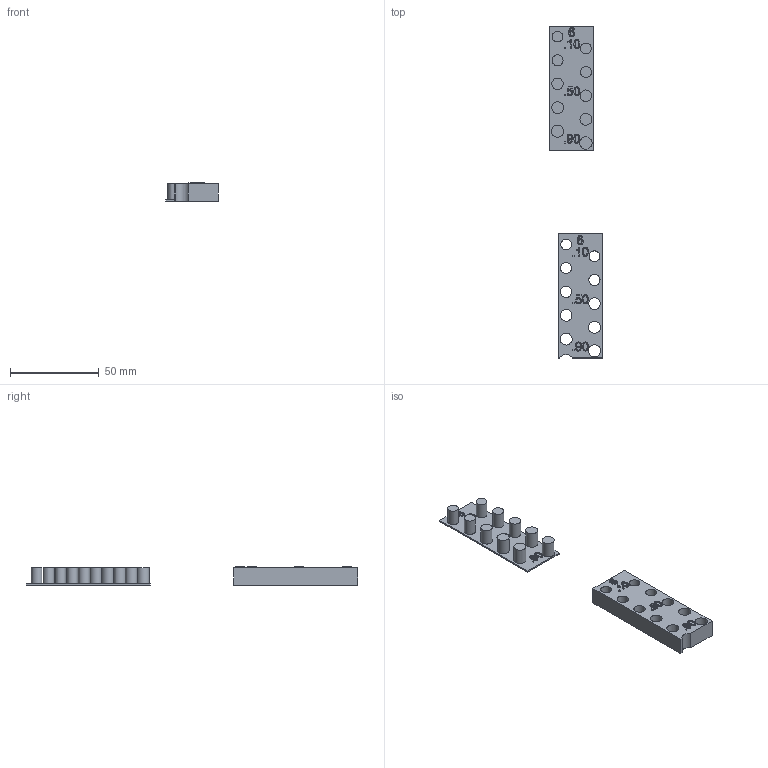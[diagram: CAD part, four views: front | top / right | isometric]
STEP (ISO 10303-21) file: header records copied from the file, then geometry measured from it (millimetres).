
FILE_DESCRIPTION(/* description */ ('','CAx-IF Rec.Pracs.---Representation and Presentation of Product Manufacturing Information (PMI)---4.0---2014-10-13'),/* implementation_level */ '2;1');
FILE_NAME(/* name */ '06 mm 3D Holes and Pins Kit v2.step',/* time_stamp */ '2025-03-16T20:57:25+01:00',/* author */ (''),/* organization */ (''),/* preprocessor_version */ 'ST-DEVELOPER v20',/* originating_system */ 'Autodesk Translation Framework v13.20.0.188',/* authorisation */ '');
FILE_SCHEMA (('AP242_MANAGED_MODEL_BASED_3D_ENGINEERING_MIM_LF { 1 0 10303 442 1 1 4 }'));
Length unit declared in the file: millimetre
Products named in the file (1): 06 mm 3D Holes and Pins Kit
Bounding box: 29.82 x 187.24 x 10.5 mm (x, y, z)
Volume: 18583.2 mm3; surface area: 12630.4 mm2
Topology: 22 solids, 22 shells, 406 faces, 1056 edges, 704 vertices
Faces by surface type: bspline 270, plane 115, cylinder 21
Full cylindrical faces by diameter (mm): 6 x2, 6.1 x2, 6.2 x2, 6.3 x2, 6.4 x2, 6.5 x2, 6.6 x2, 6.7 x2, 6.8 x2, 6.9 x2
Entity records: 16674 total; most frequent: CARTESIAN_POINT 8437, ORIENTED_EDGE 2112, EDGE_CURVE 1056, DIRECTION 832, VERTEX_POINT 704, B_SPLINE_CURVE_WITH_KNOTS 540, LINE 474, VECTOR 474
